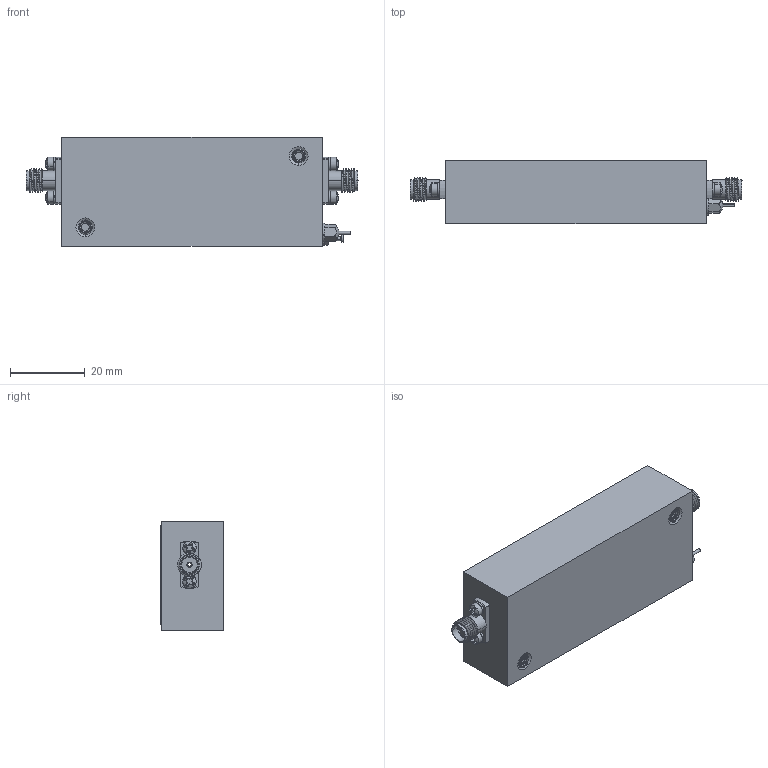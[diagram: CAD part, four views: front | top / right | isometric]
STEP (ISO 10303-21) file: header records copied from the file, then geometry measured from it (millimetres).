
FILE_DESCRIPTION (( 'STEP AP214' ), '1' );
FILE_NAME ('PLNA-4G8G-42-4D5DB-10BBM-SFF.STEP', '2024-02-27T13:53:32', ( '' ), ( '' ), 'SwSTEP 2.0', 'SolidWorks 2023', '' );
FILE_SCHEMA (( 'AUTOMOTIVE_DESIGN' ));
Length unit declared in the file: inch
Products named in the file (1): PLNA-4G8G-42-4D5DB-10BBM-SFF
Bounding box: 88.9 x 16.94 x 29.39 mm (x, y, z)
Surface area: 10727.4 mm2 (no closed solid volume)
Topology: 0 solids, 21 shells, 494 faces, 2189 edges, 1806 vertices
Faces by surface type: plane 260, cylinder 104, torus 56, cone 31, bspline 26, sphere 17
Entity records: 36398 total; most frequent: CARTESIAN_POINT 12377, ORIENTED_EDGE 4093, DIRECTION 3045, EDGE_CURVE 2183, VERTEX_POINT 1806, LINE 1071, VECTOR 1071, AXIS2_PLACEMENT_3D 987
